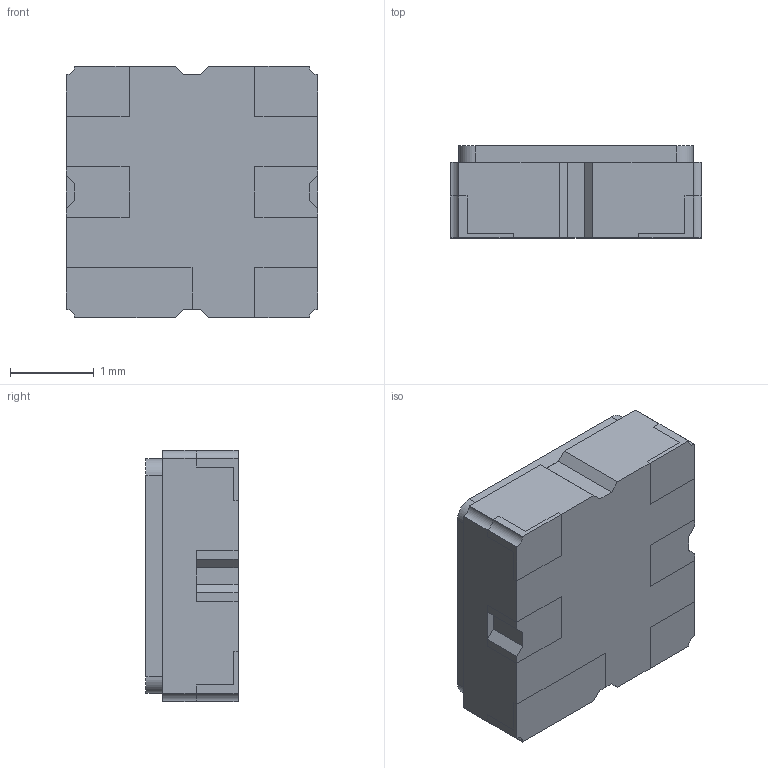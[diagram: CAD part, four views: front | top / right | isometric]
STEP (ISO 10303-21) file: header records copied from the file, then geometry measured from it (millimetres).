
FILE_DESCRIPTION (( 'STEP AP214' ), '1' );
FILE_NAME ('B39162B3913U410.STEP', '2024-06-05T21:57:11', ( '' ), ( '' ), 'SwSTEP 2.0', 'SolidWorks 2021', '' );
FILE_SCHEMA (( 'AUTOMOTIVE_DESIGN' ));
Length unit declared in the file: millimetre
Products named in the file (1): B39162B3913U410
Bounding box: 3 x 1.1 x 3 mm (x, y, z)
Volume: 9.5 mm3; surface area: 58.5 mm2
Topology: 8 solids, 8 shells, 114 faces, 294 edges, 196 vertices
Faces by surface type: plane 94, cylinder 20
Entity records: 3535 total; most frequent: CARTESIAN_POINT 605, ORIENTED_EDGE 588, DIRECTION 564, EDGE_CURVE 294, LINE 254, VECTOR 254, VERTEX_POINT 196, AXIS2_PLACEMENT_3D 155
